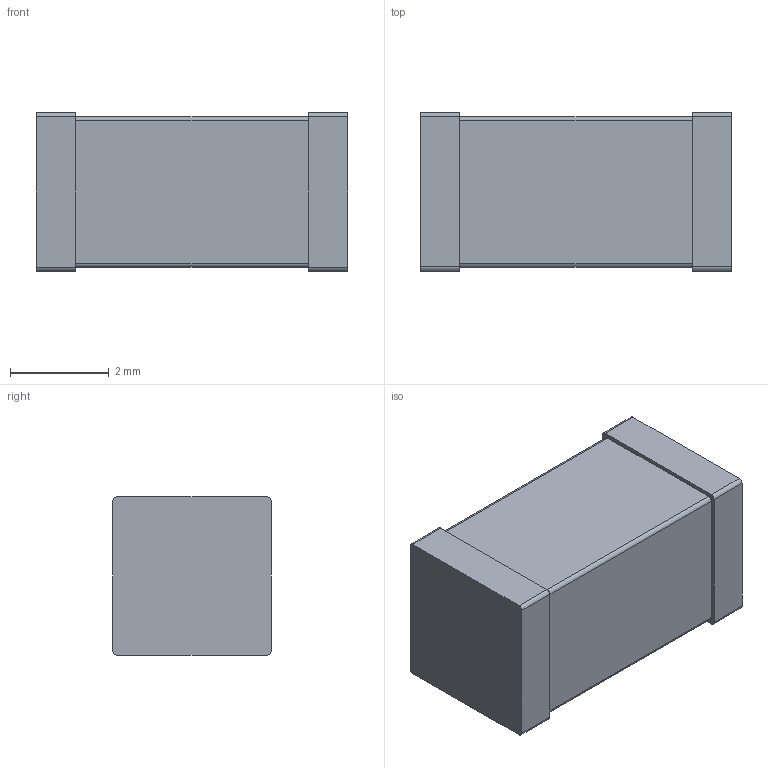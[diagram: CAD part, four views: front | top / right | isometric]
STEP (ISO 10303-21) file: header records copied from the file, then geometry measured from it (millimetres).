
FILE_DESCRIPTION(/* description */ ('model of C_2512_6332Metric'),/* implementation_level */ '2;1');
FILE_NAME(/* name */ 'C_2512_6332Metric.step',/* time_stamp */ '2017-12-10T01:08:38',/* author */ ('kicad StepUp','ksu'),/* organization */ ('FreeCAD'),/* preprocessor_version */ 'OCC',/* originating_system */ 'kicad StepUp',/* authorisation */ '');
FILE_SCHEMA(('AUTOMOTIVE_DESIGN { 1 0 10303 214 1 1 1 1 }'));
Length unit declared in the file: millimetre
Products named in the file (1): C_2512_6332Metric
Bounding box: 6.3 x 3.2 x 3.2 mm (x, y, z)
Volume: 59.8 mm3; surface area: 99.2 mm2
Topology: 1 solids, 1 shells, 28 faces, 72 edges, 48 vertices
Faces by surface type: plane 16, cylinder 12
Entity records: 620 total; most frequent: ORIENTED_EDGE 108, CARTESIAN_POINT 85, EDGE_CURVE 72, AXIS2_PLACEMENT_3D 53, VERTEX_POINT 48, LINE 48, FACE_BOUND 30, EDGE_LOOP 30
